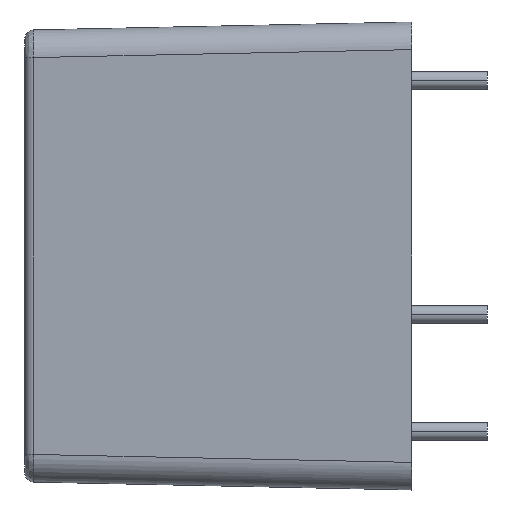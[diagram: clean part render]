
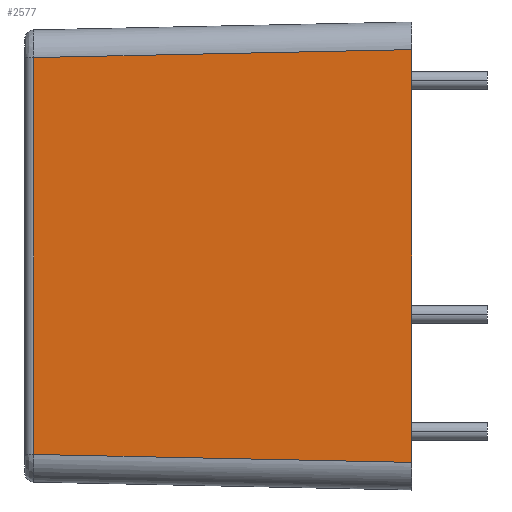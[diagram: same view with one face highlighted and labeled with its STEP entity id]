
A CAD part, left-side view. The second image highlights one B-rep face of the part: STEP entity #2577.
In plain terms, the highlighted planar face has unit normal (-1, 0.021, 0).
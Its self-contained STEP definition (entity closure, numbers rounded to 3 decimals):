
#178=DIRECTION('',(0.,0.,-1.));
#179=VECTOR('',#178,21.541);
#180=CARTESIAN_POINT('',(-19.57,20.51,10.771));
#181=LINE('',#180,#179);
#247=DIRECTION('',(-0.021,-1.,0.021));
#248=VECTOR('',#247,20.519);
#249=CARTESIAN_POINT('',(-19.57,20.51,10.771));
#250=LINE('',#249,#248);
#251=DIRECTION('',(0.,0.,-1.));
#252=VECTOR('',#251,22.401);
#253=CARTESIAN_POINT('',(-20.,0.,11.2));
#254=LINE('',#253,#252);
#255=DIRECTION('',(0.021,1.,0.021));
#256=VECTOR('',#255,20.519);
#257=CARTESIAN_POINT('',(-20.,0.,
-11.2));
#258=LINE('',#257,#256);
#1640=CARTESIAN_POINT('',(-19.57,20.51,
-10.771));
#1641=VERTEX_POINT('',#1640);
#1642=CARTESIAN_POINT('',(-19.57,20.51,10.771));
#1643=VERTEX_POINT('',#1642);
#1658=CARTESIAN_POINT('',(-20.,0.,
-11.2));
#1659=VERTEX_POINT('',#1658);
#1660=CARTESIAN_POINT('',(-20.,0.,
11.2));
#1661=VERTEX_POINT('',#1660);
#2564=CARTESIAN_POINT('',(-20.,0.,-14.325));
#2565=DIRECTION('',(-1.,0.021,0.));
#2566=DIRECTION('',(0.,0.,-1.));
#2567=AXIS2_PLACEMENT_3D('',#2564,#2565,#2566);
#2568=PLANE('',#2567);
#2569=ORIENTED_EDGE('',*,*,#2339,.F.);
#2571=ORIENTED_EDGE('',*,*,#2570,.T.);
#2573=ORIENTED_EDGE('',*,*,#2572,.T.);
#2574=ORIENTED_EDGE('',*,*,#2549,.T.);
#2575=EDGE_LOOP('',(#2569,#2571,#2573,#2574));
#2576=FACE_OUTER_BOUND('',#2575,.F.);
#2577=ADVANCED_FACE('',(#2576),#2568,.T.);
#2339=EDGE_CURVE('',#1643,#1641,#181,.T.);
#2549=EDGE_CURVE('',#1659,#1641,#258,.T.);
#2570=EDGE_CURVE('',#1643,#1661,#250,.T.);
#2572=EDGE_CURVE('',#1661,#1659,#254,.T.);
